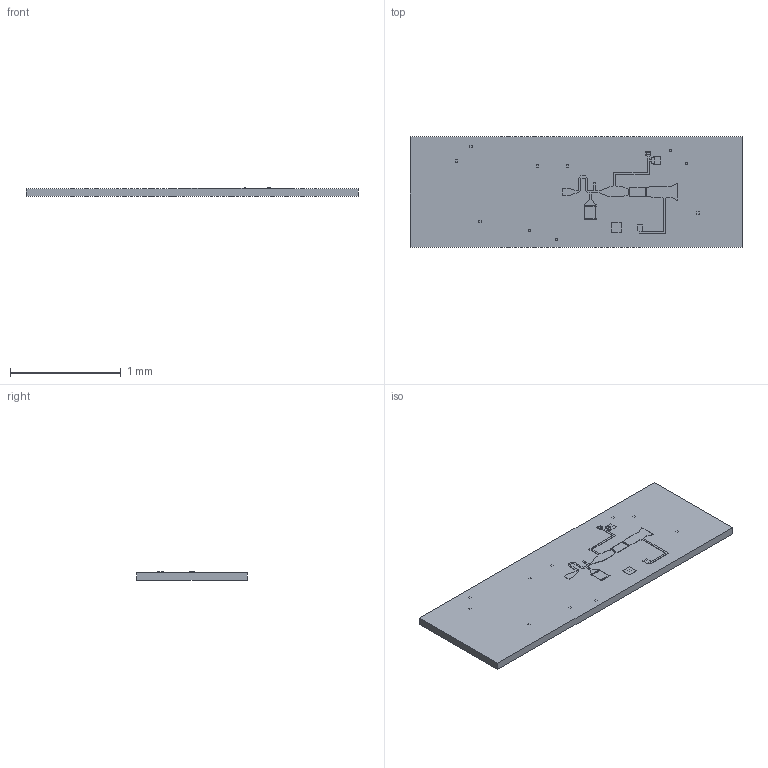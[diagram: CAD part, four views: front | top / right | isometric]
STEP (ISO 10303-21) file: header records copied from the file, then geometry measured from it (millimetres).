
FILE_DESCRIPTION(('FreeCAD Model'),'2;1');
FILE_NAME('Open CASCADE Shape Model','2022-07-22T09:43:25',(''),(''), 'Open CASCADE STEP processor 7.6','FreeCAD','Unknown');
FILE_SCHEMA(('AUTOMOTIVE_DESIGN { 1 0 10303 214 1 1 1 1 }'));
Length unit declared in the file: millimetre
Products named in the file (8): CMP_test_case; DIEL_GaAs; BC_TR; BC_EL; BC_N1; BC_RM; BC_EL1; BC_EL2
Assembly tree (7 placements, depth 2):
  CMP_test_case
    DIEL_GaAs
    BC_TR
    BC_EL
    BC_N1
    BC_RM
    BC_EL1
    BC_EL2
Bounding box: 3 x 1 x 0.08 mm (x, y, z)
Volume: 0.2 mm3; surface area: 7 mm2
Topology: 32 solids, 32 shells, 335 faces, 813 edges, 542 vertices
Faces by surface type: plane 335
Entity records: 20282 total; most frequent: CARTESIAN_POINT 3324, DIRECTION 3125, LINE 2439, VECTOR 2439, ORIENTED_EDGE 1626, PCURVE 1626, DEFINITIONAL_REPRESENTATION 1626, EDGE_CURVE 813
